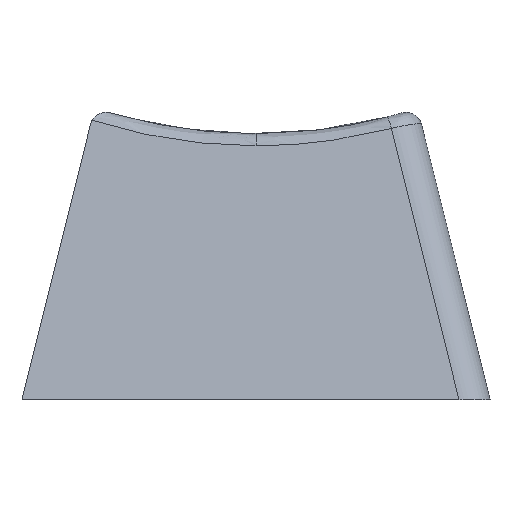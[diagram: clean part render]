
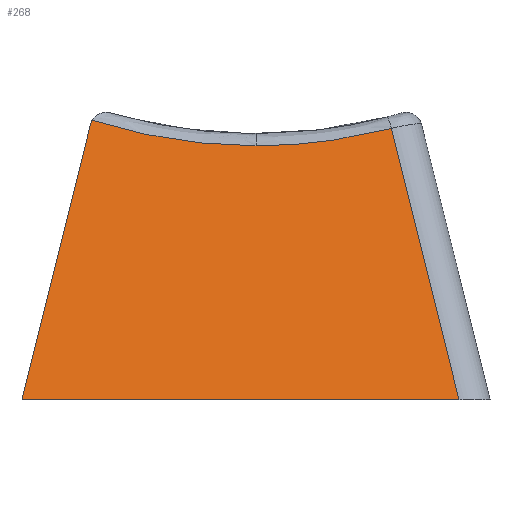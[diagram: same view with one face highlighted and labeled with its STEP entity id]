
A CAD part, left-side view. The second image highlights one B-rep face of the part: STEP entity #268.
In plain terms, the highlighted planar face has unit normal (-0.97, 0, 0.241).
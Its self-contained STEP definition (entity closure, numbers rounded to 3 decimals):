
#210=CARTESIAN_POINT('',(-8.616,-74.4,2.145));
#211=DIRECTION('',(-0.97,0.,0.242));
#212=DIRECTION('',(0.242,0.,0.97));
#213=AXIS2_PLACEMENT_3D('',#210,#211,#212);
#214=PLANE('',#213);
#215=CARTESIAN_POINT('',(-9.15,-65.25,0.));
#216=VERTEX_POINT('',#215);
#217=CARTESIAN_POINT('',(-9.15,-82.337,0.));
#218=VERTEX_POINT('',#217);
#219=CARTESIAN_POINT('',(-9.15,-65.25,0.));
#220=DIRECTION('',(-0.,-1.,-0.));
#221=VECTOR('',#220,17.087);
#222=LINE('',#219,#221);
#223=EDGE_CURVE('',#216,#218,#222,.T.);
#224=ORIENTED_EDGE('',*,*,#223,.T.);
#225=CARTESIAN_POINT('',(-6.511,-79.698,10.604));
#226=VERTEX_POINT('',#225);
#227=CARTESIAN_POINT('',(-9.15,-82.337,0.));
#228=DIRECTION('',(0.235,0.235,0.943));
#229=VECTOR('',#228,11.241);
#230=LINE('',#227,#229);
#231=EDGE_CURVE('',#218,#226,#230,.T.);
#232=ORIENTED_EDGE('',*,*,#231,.T.);
#233=CARTESIAN_POINT('',(-6.679,-74.4,9.926));
#234=VERTEX_POINT('',#233);
#235=CARTESIAN_POINT('',(-1.44,-74.4,30.975));
#236=DIRECTION('',(0.97,-0.,-0.242));
#237=DIRECTION('',(-0.242,-0.,-0.97));
#238=AXIS2_PLACEMENT_3D('',#235,#236,#237);
#239=ELLIPSE('',#238,21.691,21.049);
#240=EDGE_CURVE('',#226,#234,#239,.T.);
#241=ORIENTED_EDGE('',*,*,#240,.T.);
#242=CARTESIAN_POINT('',(-6.431,-67.995,10.924));
#243=VERTEX_POINT('',#242);
#244=CARTESIAN_POINT('',(-1.44,-74.4,30.975));
#245=DIRECTION('',(0.97,-0.,-0.242));
#246=DIRECTION('',(-0.242,-0.,-0.97));
#247=AXIS2_PLACEMENT_3D('',#244,#245,#246);
#248=ELLIPSE('',#247,21.691,21.049);
#249=EDGE_CURVE('',#234,#243,#248,.T.);
#250=ORIENTED_EDGE('',*,*,#249,.T.);
#251=CARTESIAN_POINT('',(-6.472,-67.928,10.76));
#252=VERTEX_POINT('',#251);
#253=CARTESIAN_POINT('',(-6.509,-68.535,10.609));
#254=DIRECTION('',(-0.97,0.,0.242));
#255=DIRECTION('',(-0.242,-0.,-0.97));
#256=AXIS2_PLACEMENT_3D('',#253,#254,#255);
#257=ELLIPSE('',#256,0.644,0.625);
#258=EDGE_CURVE('',#243,#252,#257,.T.);
#259=ORIENTED_EDGE('',*,*,#258,.T.);
#260=CARTESIAN_POINT('',(-9.15,-65.25,0.));
#261=DIRECTION('',(0.235,-0.235,0.943));
#262=VECTOR('',#261,11.407);
#263=LINE('',#260,#262);
#264=EDGE_CURVE('',#216,#252,#263,.T.);
#265=ORIENTED_EDGE('',*,*,#264,.F.);
#266=EDGE_LOOP('',(#224,#232,#241,#250,#259,#265));
#267=FACE_BOUND('',#266,.T.);
#268=ADVANCED_FACE('',(#267),#214,.T.);
